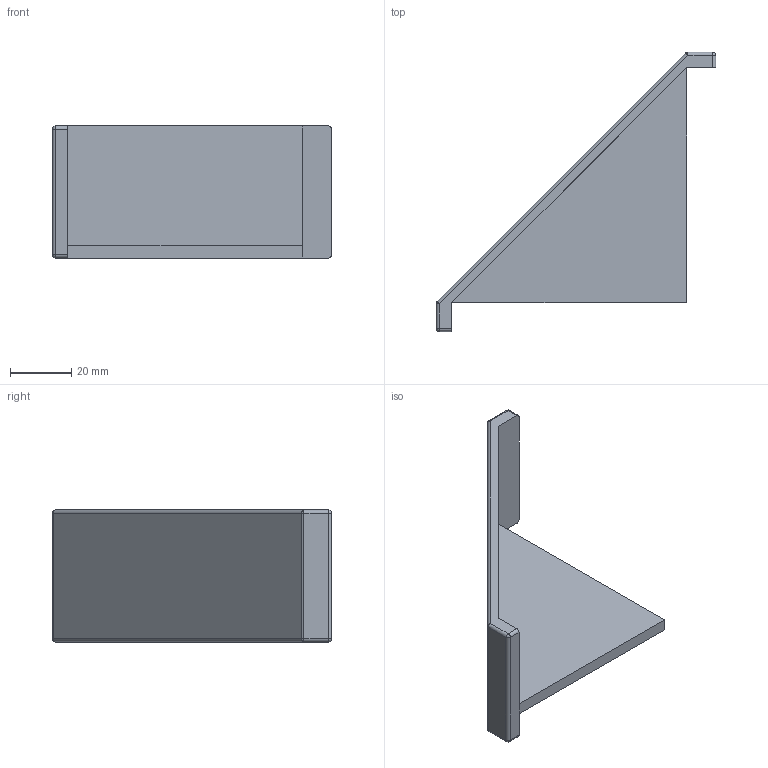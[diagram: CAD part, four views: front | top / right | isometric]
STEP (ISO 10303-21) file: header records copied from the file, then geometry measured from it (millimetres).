
FILE_DESCRIPTION (( 'STEP AP214' ), '1' );
FILE_NAME ('6261310', '2019-02-04T09:37:45', ( '' ), ('JUGARD+KÜNSTNER GmbH'), 'SwSTEP 2.0', 'SolidWorks 2017', '' );
FILE_SCHEMA (( 'AUTOMOTIVE_DESIGN' ));
Length unit declared in the file: millimetre
Products named in the file (1): 6261310_CNAJF00
Bounding box: 91 x 91 x 43 mm (x, y, z)
Volume: 32693.1 mm3; surface area: 18517.6 mm2
Topology: 1 solids, 1 shells, 35 faces, 79 edges, 40 vertices
Faces by surface type: cylinder 14, plane 13, bspline 8
Entity records: 1029 total; most frequent: CARTESIAN_POINT 269, DIRECTION 157, ORIENTED_EDGE 146, EDGE_CURVE 73, AXIS2_PLACEMENT_3D 56, VECTOR 45, LINE 45, VERTEX_POINT 40
